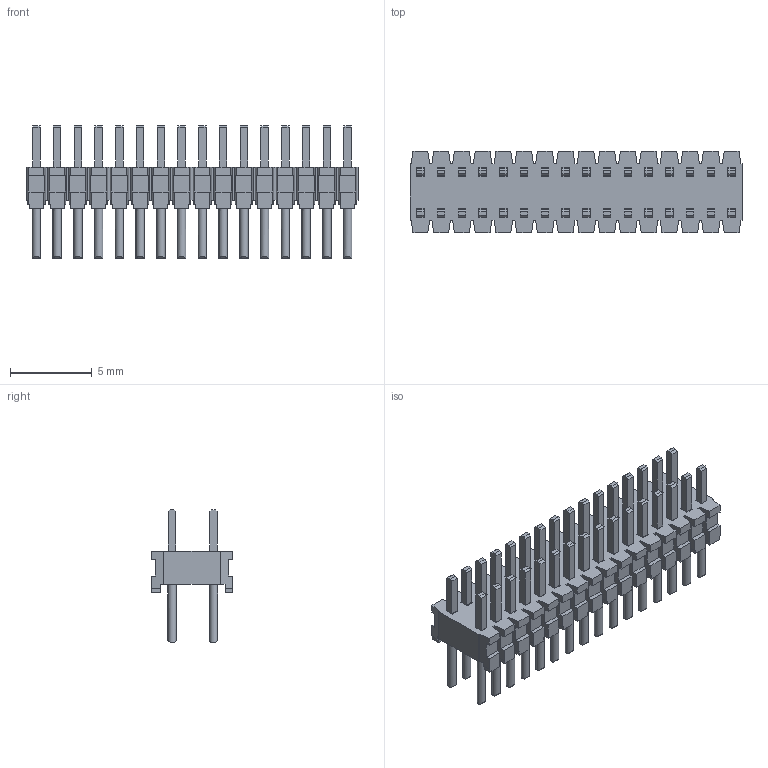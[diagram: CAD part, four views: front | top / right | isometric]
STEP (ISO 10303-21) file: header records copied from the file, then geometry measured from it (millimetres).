
FILE_DESCRIPTION(('FreeCAD Model'),'2;1');
FILE_NAME('Open CASCADE Shape Model','2025-01-09T14:55:35',(''),(''), 'Open CASCADE STEP processor 7.8','FreeCAD','Unknown');
FILE_SCHEMA(('AUTOMOTIVE_DESIGN { 1 0 10303 214 1 1 1 1 }'));
Length unit declared in the file: millimetre
Products named in the file (2): TMS-116-D_header; T-1M6-16-02-D
Bounding box: 20.32 x 4.98 x 8.13 mm (x, y, z)
Volume: 260.1 mm3; surface area: 1085.6 mm2
Topology: 2 solids, 2 shells, 1044 faces, 3052 edges, 2012 vertices
Faces by surface type: plane 1012, cylinder 32
Full cylindrical faces by diameter (mm): 0.508 x32
Entity records: 34140 total; most frequent: CARTESIAN_POINT 6141, ORIENTED_EDGE 6104, DIRECTION 5306, EDGE_CURVE 3052, LINE 2824, VECTOR 2824, VERTEX_POINT 2012, AXIS2_PLACEMENT_3D 1241
